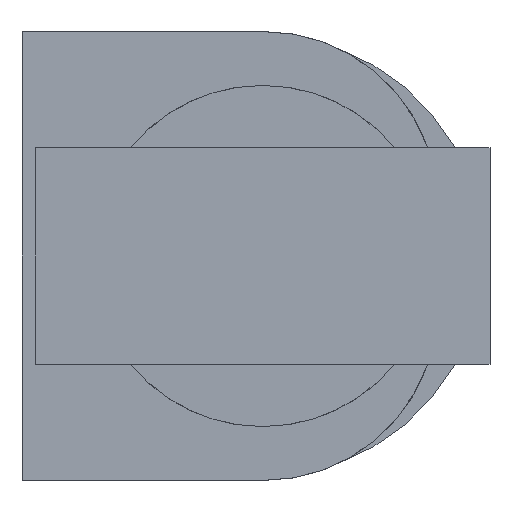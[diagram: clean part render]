
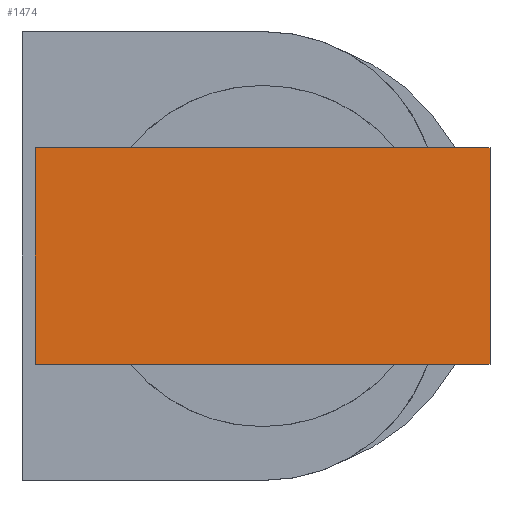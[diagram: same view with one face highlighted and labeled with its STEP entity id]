
A CAD part, front view. The second image highlights one B-rep face of the part: STEP entity #1474.
In plain terms, the highlighted planar face has unit normal (0, -1, 0).
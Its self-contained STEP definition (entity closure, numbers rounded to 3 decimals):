
#31 = DIRECTION ( 'NONE',  ( 0., 0., -1. ) ) ;
#82 = VERTEX_POINT ( 'NONE', #1033 ) ;
#139 = FACE_OUTER_BOUND ( 'NONE', #1149, .T. ) ;
#141 = EDGE_CURVE ( 'NONE', #1201, #681, #1623, .T. ) ;
#154 = DIRECTION ( 'NONE',  ( -1., 0., 0. ) ) ;
#281 = DIRECTION ( 'NONE',  ( 0., 1., 0. ) ) ;
#303 = ORIENTED_EDGE ( 'NONE', *, *, #608, .T. ) ;
#341 = CARTESIAN_POINT ( 'NONE',  ( 20., -24.35, -9.5 ) ) ;
#390 = CARTESIAN_POINT ( 'NONE',  ( -20., -24.35, 9.5 ) ) ;
#403 = VERTEX_POINT ( 'NONE', #455 ) ;
#426 = ORIENTED_EDGE ( 'NONE', *, *, #519, .T. ) ;
#455 = CARTESIAN_POINT ( 'NONE',  ( -20., -24.35, 9.5 ) ) ;
#467 = CARTESIAN_POINT ( 'NONE',  ( 20., -24.35, -9.5 ) ) ;
#519 = EDGE_CURVE ( 'NONE', #82, #403, #1659, .T. ) ;
#539 = ORIENTED_EDGE ( 'NONE', *, *, #141, .F. ) ;
#541 = CARTESIAN_POINT ( 'NONE',  ( -20., -24.35, -9.5 ) ) ;
#570 = VECTOR ( 'NONE', #31, 1000. ) ;
#608 = EDGE_CURVE ( 'NONE', #403, #681, #1682, .T. ) ;
#681 = VERTEX_POINT ( 'NONE', #541 ) ;
#869 = DIRECTION ( 'NONE',  ( 0., 0., 1. ) ) ;
#1033 = CARTESIAN_POINT ( 'NONE',  ( 20., -24.35, 9.5 ) ) ;
#1081 = VECTOR ( 'NONE', #1791, 1000. ) ;
#1136 = ORIENTED_EDGE ( 'NONE', *, *, #1615, .F. ) ;
#1137 = PLANE ( 'NONE',  #1411 ) ;
#1149 = EDGE_LOOP ( 'NONE', ( #303, #539, #1136, #426 ) ) ;
#1201 = VERTEX_POINT ( 'NONE', #341 ) ;
#1236 = CARTESIAN_POINT ( 'NONE',  ( 20., -24.35, 9.5 ) ) ;
#1331 = LINE ( 'NONE', #1588, #570 ) ;
#1411 = AXIS2_PLACEMENT_3D ( 'NONE', #1710, #281, #869 ) ;
#1474 = ADVANCED_FACE ( 'NONE', ( #139 ), #1137, .F. ) ;
#1588 = CARTESIAN_POINT ( 'NONE',  ( 20., -24.35, 9.5 ) ) ;
#1615 = EDGE_CURVE ( 'NONE', #82, #1201, #1331, .T. ) ;
#1623 = LINE ( 'NONE', #467, #1732 ) ;
#1659 = LINE ( 'NONE', #1236, #1081 ) ;
#1682 = LINE ( 'NONE', #390, #1821 ) ;
#1710 = CARTESIAN_POINT ( 'NONE',  ( 20., -24.35, 9.5 ) ) ;
#1732 = VECTOR ( 'NONE', #154, 1000. ) ;
#1791 = DIRECTION ( 'NONE',  ( -1., 0., 0. ) ) ;
#1821 = VECTOR ( 'NONE', #1826, 1000. ) ;
#1826 = DIRECTION ( 'NONE',  ( 0., 0., -1. ) ) ;
